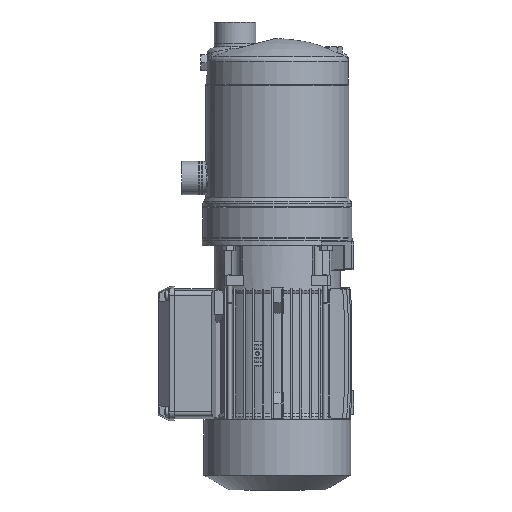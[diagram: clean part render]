
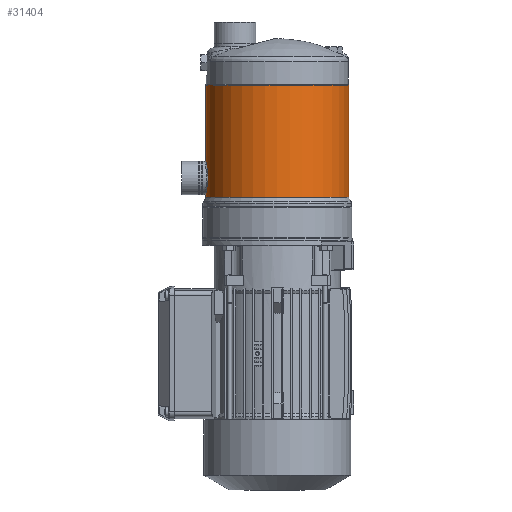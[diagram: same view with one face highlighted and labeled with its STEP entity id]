
A CAD part, left-side view. The second image highlights one B-rep face of the part: STEP entity #31404.
In plain terms, the highlighted cylindrical face has radius 76.5 mm (diameter 153 mm), a full revolution.
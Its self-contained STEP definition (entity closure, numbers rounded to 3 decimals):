
#30894=CARTESIAN_POINT('',(0.,76.5,100.084));
#30895=VERTEX_POINT('',#30894);
#30903=CARTESIAN_POINT('',(0.,-76.5,100.084));
#30904=VERTEX_POINT('',#30903);
#30905=CARTESIAN_POINT('',(0.,0.,100.084));
#30906=DIRECTION('',(0.,0.0,-1.0));
#30907=DIRECTION('',(0.0,1.0,0.0));
#30908=AXIS2_PLACEMENT_3D('',#30905,#30906,#30907);
#30909=CIRCLE('',#30908,76.5);
#30910=EDGE_CURVE('',#30904,#30895,#30909,.T.);
#30912=CARTESIAN_POINT('',(0.,0.,100.084));
#30913=DIRECTION('',(0.,0.0,-1.0));
#30914=DIRECTION('',(0.0,1.0,0.0));
#30915=AXIS2_PLACEMENT_3D('',#30912,#30913,#30914);
#30916=CIRCLE('',#30915,76.5);
#30917=EDGE_CURVE('',#30895,#30904,#30916,.T.);
#31143=CARTESIAN_POINT('',(0.,76.5,20.499));
#31144=VERTEX_POINT('',#31143);
#31152=CARTESIAN_POINT('',(0.,76.5,-18.501));
#31153=VERTEX_POINT('',#31152);
#31154=CARTESIAN_POINT('',(0.,76.5,20.499));
#31155=CARTESIAN_POINT('',(1.763,76.5,20.499));
#31156=CARTESIAN_POINT('',(5.167,76.379,20.015));
#31157=CARTESIAN_POINT('',(9.439,75.946,18.147));
#31158=CARTESIAN_POINT('',(12.81,75.438,15.649));
#31159=CARTESIAN_POINT('',(15.471,74.933,12.708));
#31160=CARTESIAN_POINT('',(17.673,74.439,8.913));
#31161=CARTESIAN_POINT('',(18.962,74.114,4.651));
#31162=CARTESIAN_POINT('',(19.25,74.038,0.296));
#31163=CARTESIAN_POINT('',(18.685,74.185,-3.799));
#31164=CARTESIAN_POINT('',(17.295,74.527,-7.666));
#31165=CARTESIAN_POINT('',(15.155,74.997,-11.116));
#31166=CARTESIAN_POINT('',(12.377,75.513,-14.054));
#31167=CARTESIAN_POINT('',(9.07,75.989,-16.335));
#31168=CARTESIAN_POINT('',(4.888,76.388,-18.054));
#31169=CARTESIAN_POINT('',(1.79,76.5,-18.501));
#31170=CARTESIAN_POINT('',(0.,76.5,-18.501));
#31171=B_SPLINE_CURVE_WITH_KNOTS('',3,(#31154,#31155,#31156,#31157,#31158,#31159,#31160,#31161,#31162,#31163,#31164,#31165,#31166,#31167,#31168,#31169,#31170),.UNSPECIFIED.,.F.,.U.,(4,1,1,1,1,1,1,1,1,1,1,1,1,1,4),(0.0,5.393,10.413,14.16,18.177,22.453,27.395,31.484,35.471,39.742,43.806,47.737,52.026,56.033,61.507),.UNSPECIFIED.);
#31172=EDGE_CURVE('',#31144,#31153,#31171,.T.);
#31335=CARTESIAN_POINT('',(0.,76.5,-18.501));
#31336=CARTESIAN_POINT('',(-1.673,76.5,-18.501));
#31337=CARTESIAN_POINT('',(-4.943,76.39,-18.061));
#31338=CARTESIAN_POINT('',(-9.063,75.99,-16.345));
#31339=CARTESIAN_POINT('',(-12.406,75.506,-14.));
#31340=CARTESIAN_POINT('',(-15.101,75.009,-11.2));
#31341=CARTESIAN_POINT('',(-17.047,74.582,-8.078));
#31342=CARTESIAN_POINT('',(-18.268,74.289,-5.004));
#31343=CARTESIAN_POINT('',(-19.006,74.102,-1.91));
#31344=CARTESIAN_POINT('',(-19.243,74.04,1.654));
#31345=CARTESIAN_POINT('',(-18.734,74.172,5.532));
#31346=CARTESIAN_POINT('',(-17.448,74.49,9.308));
#31347=CARTESIAN_POINT('',(-15.492,74.927,12.652));
#31348=CARTESIAN_POINT('',(-12.836,75.434,15.636));
#31349=CARTESIAN_POINT('',(-9.762,75.9,17.923));
#31350=CARTESIAN_POINT('',(-6.356,76.26,19.505));
#31351=CARTESIAN_POINT('',(-3.124,76.458,20.329));
#31352=CARTESIAN_POINT('',(-0.991,76.5,20.499));
#31353=CARTESIAN_POINT('',(0.,76.5,20.499));
#31354=B_SPLINE_CURVE_WITH_KNOTS('',3,(#31335,#31336,#31337,#31338,#31339,#31340,#31341,#31342,#31343,#31344,#31345,#31346,#31347,#31348,#31349,#31350,#31351,#31352,#31353),.UNSPECIFIED.,.F.,.U.,(4,1,1,1,1,1,1,1,1,1,1,1,1,1,1,1,4),(0.0,5.117,10.003,13.561,17.565,21.81,24.671,27.528,31.352,35.334,39.206,43.324,47.028,51.341,54.982,58.475,61.507),.UNSPECIFIED.);
#31355=EDGE_CURVE('',#31153,#31144,#31354,.T.);
#31361=CARTESIAN_POINT('',(0.,0.,-19.903));
#31362=DIRECTION('',(0.,0.0,-1.0));
#31363=DIRECTION('',(0.0,1.0,0.0));
#31364=AXIS2_PLACEMENT_3D('',#31361,#31362,#31363);
#31365=CYLINDRICAL_SURFACE('',#31364,76.5);
#31366=CARTESIAN_POINT('',(0.,76.5,20.499));
#31367=DIRECTION('',(0.0,0.0,1.0));
#31368=VECTOR('',#31367,79.586);
#31369=LINE('',#31366,#31368);
#31370=EDGE_CURVE('',#31144,#30895,#31369,.T.);
#31371=ORIENTED_EDGE('',*,*,#31370,.T.);
#31372=ORIENTED_EDGE('',*,*,#30917,.T.);
#31373=ORIENTED_EDGE('',*,*,#30910,.T.);
#31374=ORIENTED_EDGE('',*,*,#31370,.F.);
#31375=ORIENTED_EDGE('',*,*,#31355,.F.);
#31376=CARTESIAN_POINT('',(0.,76.5,-19.501));
#31377=VERTEX_POINT('',#31376);
#31378=CARTESIAN_POINT('',(0.,76.5,-19.501));
#31379=DIRECTION('',(0.0,0.0,1.0));
#31380=VECTOR('',#31379,1.);
#31381=LINE('',#31378,#31380);
#31382=EDGE_CURVE('',#31377,#31153,#31381,.T.);
#31383=ORIENTED_EDGE('',*,*,#31382,.F.);
#31384=CARTESIAN_POINT('',(0.,-76.5,-19.501));
#31385=VERTEX_POINT('',#31384);
#31386=CARTESIAN_POINT('',(0.,0.,-19.501));
#31387=DIRECTION('',(0.,0.0,-1.0));
#31388=DIRECTION('',(0.0,1.0,0.0));
#31389=AXIS2_PLACEMENT_3D('',#31386,#31387,#31388);
#31390=CIRCLE('',#31389,76.5);
#31391=EDGE_CURVE('',#31385,#31377,#31390,.T.);
#31392=ORIENTED_EDGE('',*,*,#31391,.F.);
#31393=CARTESIAN_POINT('',(0.,0.,-19.501));
#31394=DIRECTION('',(0.,0.0,-1.0));
#31395=DIRECTION('',(0.0,1.0,0.0));
#31396=AXIS2_PLACEMENT_3D('',#31393,#31394,#31395);
#31397=CIRCLE('',#31396,76.5);
#31398=EDGE_CURVE('',#31377,#31385,#31397,.T.);
#31399=ORIENTED_EDGE('',*,*,#31398,.F.);
#31400=ORIENTED_EDGE('',*,*,#31382,.T.);
#31401=ORIENTED_EDGE('',*,*,#31172,.F.);
#31402=EDGE_LOOP('',(#31371,#31372,#31373,#31374,#31375,#31383,#31392,#31399,#31400,#31401));
#31403=FACE_OUTER_BOUND('',#31402,.T.);
#31404=ADVANCED_FACE('',(#31403),#31365,.T.);
